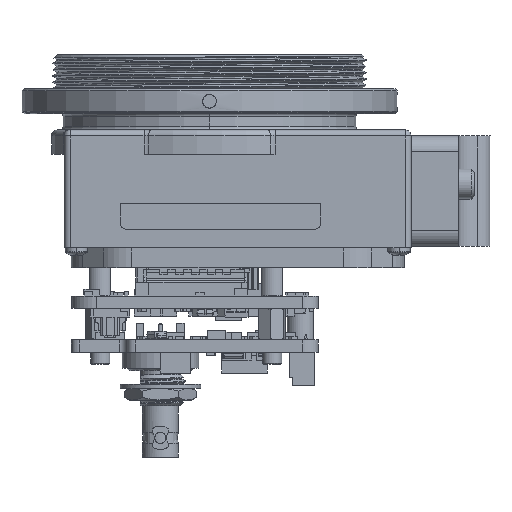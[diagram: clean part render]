
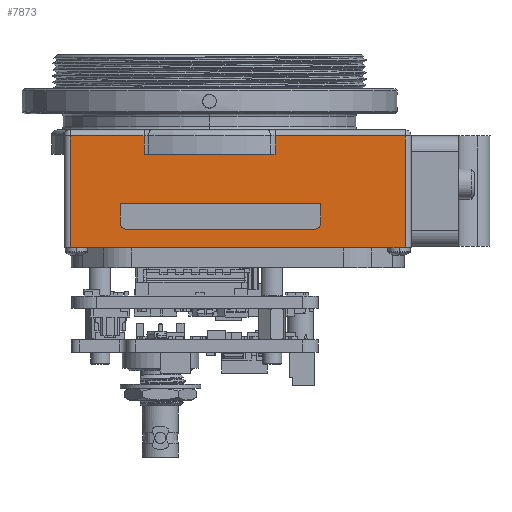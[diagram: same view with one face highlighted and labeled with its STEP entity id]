
A CAD part, left-side view. The second image highlights one B-rep face of the part: STEP entity #7873.
In plain terms, the highlighted planar face has unit normal (-1, 0, 0).
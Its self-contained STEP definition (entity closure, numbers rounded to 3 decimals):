
#154 = AXIS2_PLACEMENT_3D ( 'NONE', #3258, #34890, #77501 ) ;
#519 = CIRCLE ( 'NONE', #3114, 0.762 ) ;
#2248 = LINE ( 'NONE', #20907, #51830 ) ;
#2802 = FACE_OUTER_BOUND ( 'NONE', #23248, .T. ) ;
#3026 = ORIENTED_EDGE ( 'NONE', *, *, #62327, .F. ) ;
#3030 = CARTESIAN_POINT ( 'NONE',  ( -18.415, -24.765, -1.727 ) ) ;
#3114 = AXIS2_PLACEMENT_3D ( 'NONE', #48548, #61123, #23806 ) ;
#3258 = CARTESIAN_POINT ( 'NONE',  ( -18.415, 10.541, 1.397 ) ) ;
#3592 = FACE_BOUND ( 'NONE', #3634, .T. ) ;
#3634 = EDGE_LOOP ( 'NONE', ( #17435, #22473, #63977, #35436, #43895, #67648 ) ) ;
#3810 = EDGE_CURVE ( 'NONE', #33247, #23854, #37492, .T. ) ;
#4004 = DIRECTION ( 'NONE',  ( -1., 0., 0. ) ) ;
#6199 = CARTESIAN_POINT ( 'NONE',  ( -18.415, -8.296, 10.16 ) ) ;
#7107 = CARTESIAN_POINT ( 'NONE',  ( -18.415, -8.296, 12.446 ) ) ;
#7358 = VECTOR ( 'NONE', #39177, 1000. ) ;
#7842 = VERTEX_POINT ( 'NONE', #40891 ) ;
#7873 = ADVANCED_FACE ( 'NONE', ( #3592, #2802 ), #71747, .T. ) ;
#7971 = LINE ( 'NONE', #51369, #7358 ) ;
#11325 = CARTESIAN_POINT ( 'NONE',  ( -18.415, 11.303, 1.397 ) ) ;
#12666 = CARTESIAN_POINT ( 'NONE',  ( -18.415, -24.765, 3.886 ) ) ;
#13022 = CARTESIAN_POINT ( 'NONE',  ( -18.415, -24.765, 12.446 ) ) ;
#13062 = DIRECTION ( 'NONE',  ( 0., -1., 0. ) ) ;
#16303 = CARTESIAN_POINT ( 'NONE',  ( -18.415, 17.653, 12.446 ) ) ;
#16811 = EDGE_CURVE ( 'NONE', #56056, #51233, #67838, .T. ) ;
#17435 = ORIENTED_EDGE ( 'NONE', *, *, #59567, .T. ) ;
#17596 = CARTESIAN_POINT ( 'NONE',  ( -18.415, -13.335, 0.635 ) ) ;
#18502 = CARTESIAN_POINT ( 'NONE',  ( -18.415, 8.296, 12.446 ) ) ;
#18753 = VERTEX_POINT ( 'NONE', #11325 ) ;
#20041 = EDGE_CURVE ( 'NONE', #33247, #36348, #67395, .T. ) ;
#20226 = ORIENTED_EDGE ( 'NONE', *, *, #63685, .F. ) ;
#20907 = CARTESIAN_POINT ( 'NONE',  ( -18.415, -14.097, 1.397 ) ) ;
#22473 = ORIENTED_EDGE ( 'NONE', *, *, #16811, .F. ) ;
#23090 = CARTESIAN_POINT ( 'NONE',  ( -18.415, 10.541, 0.635 ) ) ;
#23248 = EDGE_LOOP ( 'NONE', ( #63208, #45869, #36888, #20226, #3026, #72364, #67959, #48111 ) ) ;
#23760 = LINE ( 'NONE', #59075, #37546 ) ;
#23806 = DIRECTION ( 'NONE',  ( 0., 0., -1. ) ) ;
#23854 = VERTEX_POINT ( 'NONE', #63106 ) ;
#24481 = CARTESIAN_POINT ( 'NONE',  ( -18.415, 8.296, 10.16 ) ) ;
#24756 = EDGE_CURVE ( 'NONE', #42500, #56740, #519, .T. ) ;
#24761 = DIRECTION ( 'NONE',  ( 0., 1., 0. ) ) ;
#24853 = DIRECTION ( 'NONE',  ( 0., 0., 1. ) ) ;
#26167 = LINE ( 'NONE', #7107, #43876 ) ;
#30600 = CARTESIAN_POINT ( 'NONE',  ( -18.415, 17.653, 66.327 ) ) ;
#31182 = CIRCLE ( 'NONE', #154, 0.762 ) ;
#33247 = VERTEX_POINT ( 'NONE', #60368 ) ;
#34777 = CARTESIAN_POINT ( 'NONE',  ( -18.415, -24.765, 66.327 ) ) ;
#34798 = CARTESIAN_POINT ( 'NONE',  ( -18.415, -8.296, 10.16 ) ) ;
#34890 = DIRECTION ( 'NONE',  ( -1., 0., 0. ) ) ;
#35337 = LINE ( 'NONE', #54811, #64511 ) ;
#35436 = ORIENTED_EDGE ( 'NONE', *, *, #24756, .F. ) ;
#36348 = VERTEX_POINT ( 'NONE', #18502 ) ;
#36888 = ORIENTED_EDGE ( 'NONE', *, *, #57972, .F. ) ;
#37372 = VERTEX_POINT ( 'NONE', #3030 ) ;
#37492 = LINE ( 'NONE', #30600, #39367 ) ;
#37546 = VECTOR ( 'NONE', #72060, 1000. ) ;
#39177 = DIRECTION ( 'NONE',  ( 0., 0., 1. ) ) ;
#39367 = VECTOR ( 'NONE', #80118, 1000. ) ;
#39920 = DIRECTION ( 'NONE',  ( 0., 0., 1. ) ) ;
#40087 = DIRECTION ( 'NONE',  ( 0., 0., 1. ) ) ;
#40891 = CARTESIAN_POINT ( 'NONE',  ( -18.415, -8.296, 12.446 ) ) ;
#41751 = LINE ( 'NONE', #43353, #54871 ) ;
#42500 = VERTEX_POINT ( 'NONE', #17596 ) ;
#43220 = DIRECTION ( 'NONE',  ( 0., -1., 0. ) ) ;
#43353 = CARTESIAN_POINT ( 'NONE',  ( -18.415, 8.296, 10.16 ) ) ;
#43876 = VECTOR ( 'NONE', #43220, 1000. ) ;
#43895 = ORIENTED_EDGE ( 'NONE', *, *, #75539, .F. ) ;
#43960 = VERTEX_POINT ( 'NONE', #24481 ) ;
#45636 = VECTOR ( 'NONE', #70104, 1000. ) ;
#45869 = ORIENTED_EDGE ( 'NONE', *, *, #62684, .F. ) ;
#46184 = CARTESIAN_POINT ( 'NONE',  ( -18.415, -24.765, 66.327 ) ) ;
#46366 = VERTEX_POINT ( 'NONE', #34798 ) ;
#47346 = EDGE_CURVE ( 'NONE', #43960, #46366, #73141, .T. ) ;
#48111 = ORIENTED_EDGE ( 'NONE', *, *, #20041, .F. ) ;
#48548 = CARTESIAN_POINT ( 'NONE',  ( -18.415, -13.335, 1.397 ) ) ;
#49195 = DIRECTION ( 'NONE',  ( 0., 1., 0. ) ) ;
#50360 = AXIS2_PLACEMENT_3D ( 'NONE', #46184, #4004, #40087 ) ;
#51233 = VERTEX_POINT ( 'NONE', #67118 ) ;
#51369 = CARTESIAN_POINT ( 'NONE',  ( -18.415, 11.303, 1.397 ) ) ;
#51772 = VERTEX_POINT ( 'NONE', #23090 ) ;
#51830 = VECTOR ( 'NONE', #39920, 1000. ) ;
#54635 = EDGE_CURVE ( 'NONE', #56740, #56056, #2248, .T. ) ;
#54811 = CARTESIAN_POINT ( 'NONE',  ( -18.415, -24.765, -1.727 ) ) ;
#54871 = VECTOR ( 'NONE', #73019, 1000. ) ;
#54953 = VERTEX_POINT ( 'NONE', #13022 ) ;
#55159 = EDGE_CURVE ( 'NONE', #43960, #36348, #41751, .T. ) ;
#56056 = VERTEX_POINT ( 'NONE', #63930 ) ;
#56740 = VERTEX_POINT ( 'NONE', #79598 ) ;
#57015 = VECTOR ( 'NONE', #49195, 1000. ) ;
#57972 = EDGE_CURVE ( 'NONE', #54953, #37372, #59929, .T. ) ;
#59075 = CARTESIAN_POINT ( 'NONE',  ( -18.415, 10.541, 0.635 ) ) ;
#59567 = EDGE_CURVE ( 'NONE', #18753, #51233, #7971, .T. ) ;
#59929 = LINE ( 'NONE', #34777, #70704 ) ;
#60368 = CARTESIAN_POINT ( 'NONE',  ( -18.415, 17.653, 12.446 ) ) ;
#61123 = DIRECTION ( 'NONE',  ( -1., 0., 0. ) ) ;
#61770 = LINE ( 'NONE', #6199, #74842 ) ;
#62327 = EDGE_CURVE ( 'NONE', #46366, #7842, #61770, .T. ) ;
#62684 = EDGE_CURVE ( 'NONE', #37372, #23854, #35337, .T. ) ;
#63106 = CARTESIAN_POINT ( 'NONE',  ( -18.415, 17.653, -1.727 ) ) ;
#63208 = ORIENTED_EDGE ( 'NONE', *, *, #3810, .T. ) ;
#63685 = EDGE_CURVE ( 'NONE', #7842, #54953, #26167, .T. ) ;
#63930 = CARTESIAN_POINT ( 'NONE',  ( -18.415, -14.097, 3.886 ) ) ;
#63977 = ORIENTED_EDGE ( 'NONE', *, *, #54635, .F. ) ;
#64511 = VECTOR ( 'NONE', #24761, 1000. ) ;
#66021 = DIRECTION ( 'NONE',  ( 0., 0., -1. ) ) ;
#67118 = CARTESIAN_POINT ( 'NONE',  ( -18.415, 11.303, 3.886 ) ) ;
#67395 = LINE ( 'NONE', #16303, #45636 ) ;
#67648 = ORIENTED_EDGE ( 'NONE', *, *, #76536, .F. ) ;
#67838 = LINE ( 'NONE', #12666, #57015 ) ;
#67959 = ORIENTED_EDGE ( 'NONE', *, *, #55159, .T. ) ;
#68632 = CARTESIAN_POINT ( 'NONE',  ( -18.415, 8.296, 10.16 ) ) ;
#70104 = DIRECTION ( 'NONE',  ( 0., -1., 0. ) ) ;
#70704 = VECTOR ( 'NONE', #66021, 1000. ) ;
#71747 = PLANE ( 'NONE',  #50360 ) ;
#72060 = DIRECTION ( 'NONE',  ( 0., -1., 0. ) ) ;
#72364 = ORIENTED_EDGE ( 'NONE', *, *, #47346, .F. ) ;
#73019 = DIRECTION ( 'NONE',  ( 0., 0., 1. ) ) ;
#73141 = LINE ( 'NONE', #68632, #78155 ) ;
#74842 = VECTOR ( 'NONE', #24853, 1000. ) ;
#75539 = EDGE_CURVE ( 'NONE', #51772, #42500, #23760, .T. ) ;
#76536 = EDGE_CURVE ( 'NONE', #18753, #51772, #31182, .T. ) ;
#77501 = DIRECTION ( 'NONE',  ( 0., 1., 0. ) ) ;
#78155 = VECTOR ( 'NONE', #13062, 1000. ) ;
#79598 = CARTESIAN_POINT ( 'NONE',  ( -18.415, -14.097, 1.397 ) ) ;
#80118 = DIRECTION ( 'NONE',  ( 0., 0., -1. ) ) ;
